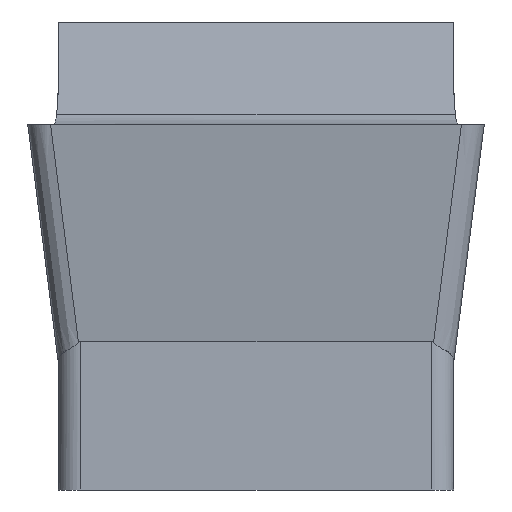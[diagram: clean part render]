
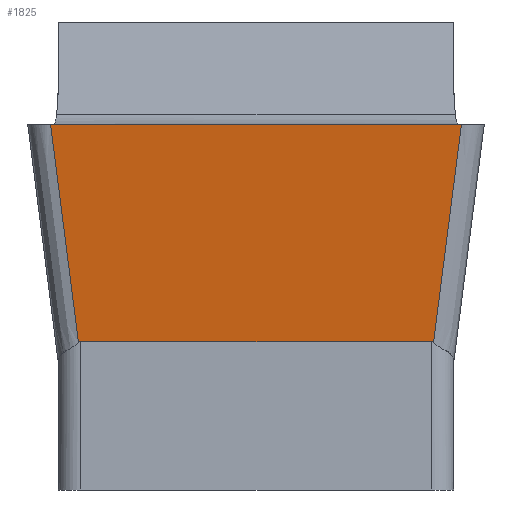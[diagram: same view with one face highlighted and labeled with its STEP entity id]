
A CAD part, front view. The second image highlights one B-rep face of the part: STEP entity #1825.
In plain terms, the highlighted planar face has unit normal (0, -0.993, -0.122).
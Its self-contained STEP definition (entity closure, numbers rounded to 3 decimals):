
#560=CARTESIAN_POINT('',(2.7,0.,
0.));
#565=DIRECTION('',(-1.,0.,0.));
#566=VECTOR('',#565,5.4);
#567=CARTESIAN_POINT('',(2.7,0.,
0.));
#568=LINE('',#567,#566);
#665=CARTESIAN_POINT('',(2.333,0.352,-2.865));
#684=CARTESIAN_POINT('',(2.3,0.35,-2.851));
#685=CARTESIAN_POINT('',(2.313,0.35,-2.851));
#686=CARTESIAN_POINT('',(2.323,0.351,-2.857));
#687=CARTESIAN_POINT('',(2.333,0.352,-2.865));
#692=DIRECTION('',(1.,0.,0.));
#693=VECTOR('',#692,4.6);
#694=CARTESIAN_POINT('',(-2.3,0.35,-2.851));
#695=LINE('',#694,#693);
#699=DIRECTION('',(-0.126,0.121,-0.985));
#700=VECTOR('',#699,2.91);
#701=CARTESIAN_POINT('',(2.7,0.,
0.));
#702=LINE('',#701,#700);
#706=DIRECTION('',(-0.126,-0.121,0.985));
#707=VECTOR('',#706,2.91);
#708=CARTESIAN_POINT('',(-2.333,0.352,
-2.865));
#709=LINE('',#708,#707);
#723=CARTESIAN_POINT('',(-2.333,0.352,
-2.865));
#724=CARTESIAN_POINT('',(-2.323,0.351,
-2.857));
#725=CARTESIAN_POINT('',(-2.313,0.35,
-2.851));
#726=CARTESIAN_POINT('',(-2.3,0.35,-2.851));
#949=VERTEX_POINT('',#560);
#950=CARTESIAN_POINT('',(-2.7,0.,
0.));
#951=VERTEX_POINT('',#950);
#959=VERTEX_POINT('',#665);
#960=CARTESIAN_POINT('',(2.3,0.35,-2.851));
#961=VERTEX_POINT('',#960);
#962=CARTESIAN_POINT('',(-2.3,0.35,-2.851));
#963=VERTEX_POINT('',#962);
#964=VERTEX_POINT('',#723);
#1810=CARTESIAN_POINT('',(3.7,0.212,-1.725));
#1811=DIRECTION('',(0.,-0.993,-0.122));
#1812=DIRECTION('',(0.,-0.122,0.993));
#1813=AXIS2_PLACEMENT_3D('',#1810,#1811,#1812);
#1814=PLANE('',#1813);
#1815=ORIENTED_EDGE('',*,*,#1661,.F.);
#1816=ORIENTED_EDGE('',*,*,#1737,.T.);
#1817=ORIENTED_EDGE('',*,*,#1764,.F.);
#1818=ORIENTED_EDGE('',*,*,#1789,.F.);
#1820=ORIENTED_EDGE('',*,*,#1819,.F.);
#1822=ORIENTED_EDGE('',*,*,#1821,.T.);
#1823=EDGE_LOOP('',(#1815,#1816,#1817,#1818,#1820,#1822));
#1824=FACE_OUTER_BOUND('',#1823,.F.);
#688=B_SPLINE_CURVE_WITH_KNOTS('',3,(#684,#685,#686,#687),.UNSPECIFIED.,.F.,.F.,
(4,4),(0.,1.),.UNSPECIFIED.);
#727=B_SPLINE_CURVE_WITH_KNOTS('',3,(#723,#724,#725,#726),.UNSPECIFIED.,.F.,.F.,
(4,4),(0.,1.),.UNSPECIFIED.);
#1661=EDGE_CURVE('',#949,#951,#568,.T.);
#1737=EDGE_CURVE('',#949,#959,#702,.T.);
#1764=EDGE_CURVE('',#961,#959,#688,.T.);
#1789=EDGE_CURVE('',#963,#961,#695,.T.);
#1819=EDGE_CURVE('',#964,#963,#727,.T.);
#1821=EDGE_CURVE('',#964,#951,#709,.T.);
#1825=ADVANCED_FACE('',(#1824),#1814,.T.);
